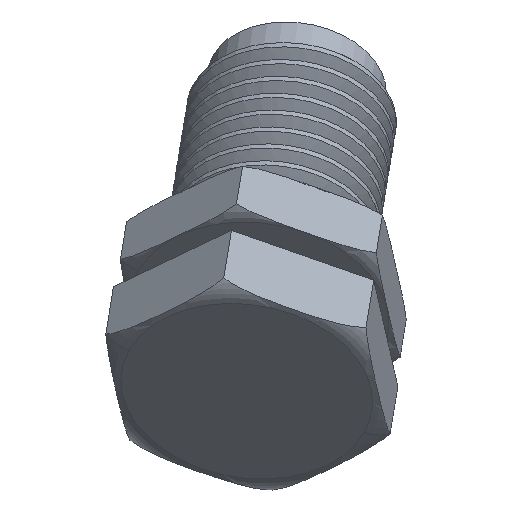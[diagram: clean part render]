
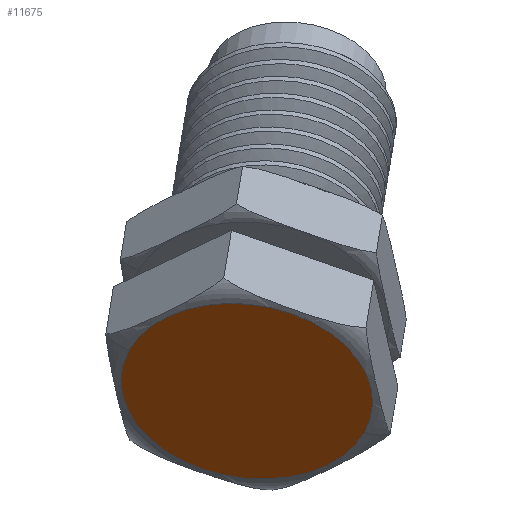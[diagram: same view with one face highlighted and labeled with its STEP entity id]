
A CAD part, front view. The second image highlights one B-rep face of the part: STEP entity #11675.
In plain terms, the highlighted planar face has unit normal (-0.117, -0.683, -0.721).
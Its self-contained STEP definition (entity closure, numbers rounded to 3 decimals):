
#4676 = TOROIDAL_SURFACE('',#4677,3.82,1.193);
#4677 = AXIS2_PLACEMENT_3D('',#4678,#4679,#4680);
#4678 = CARTESIAN_POINT('',(0.907,-0.749,
    -4.654));
#4679 = DIRECTION('',(-0.117,-0.683,-0.721));
#4680 = DIRECTION('',(0.928,0.183,-0.324));
#4756 = VERTEX_POINT('',#4757);
#4757 = CARTESIAN_POINT('',(-2.779,-2.263,
    -4.275));
#4772 = TOROIDAL_SURFACE('',#4773,3.82,1.193);
#4773 = AXIS2_PLACEMENT_3D('',#4774,#4775,#4776);
#4774 = CARTESIAN_POINT('',(0.907,-0.749,
    -4.654));
#4775 = DIRECTION('',(-0.117,-0.683,-0.721));
#4776 = DIRECTION('',(0.928,0.183,-0.324));
#4784 = EDGE_CURVE('',#4785,#4756,#4787,.T.);
#4785 = VERTEX_POINT('',#4786);
#4786 = CARTESIAN_POINT('',(4.312,-0.865,
    -6.754));
#4787 = SURFACE_CURVE('',#4788,(#4793,#4800),.PCURVE_S1.);
#4788 = CIRCLE('',#4789,3.82);
#4789 = AXIS2_PLACEMENT_3D('',#4790,#4791,#4792);
#4790 = CARTESIAN_POINT('',(0.767,-1.564,
    -5.515));
#4791 = DIRECTION('',(-0.117,-0.683,-0.721));
#4792 = DIRECTION('',(0.928,0.183,-0.324));
#4793 = PCURVE('',#4676,#4794);
#4794 = DEFINITIONAL_REPRESENTATION('',(#4795),#4799);
#4795 = LINE('',#4796,#4797);
#4796 = CARTESIAN_POINT('',(0.,1.571));
#4797 = VECTOR('',#4798,1.);
#4798 = DIRECTION('',(1.,0.));
#4799 = ( GEOMETRIC_REPRESENTATION_CONTEXT(2) 
PARAMETRIC_REPRESENTATION_CONTEXT() REPRESENTATION_CONTEXT('2D SPACE',''
  ) );
#4800 = PCURVE('',#4801,#4806);
#4801 = PLANE('',#4802);
#4802 = AXIS2_PLACEMENT_3D('',#4803,#4804,#4805);
#4803 = CARTESIAN_POINT('',(0.767,-1.564,
    -5.515));
#4804 = DIRECTION('',(0.117,0.683,0.721));
#4805 = DIRECTION('',(-0.928,-0.183,0.324));
#4806 = DEFINITIONAL_REPRESENTATION('',(#4807),#4815);
#4807 = ( BOUNDED_CURVE() B_SPLINE_CURVE(2,(#4808,#4809,#4810,#4811,
#4812,#4813,#4814),.UNSPECIFIED.,.T.,.F.) B_SPLINE_CURVE_WITH_KNOTS((1,2
    ,2,2,2,1),(-2.094,0.,2.094,4.189,
6.283,8.378),.UNSPECIFIED.) CURVE() 
GEOMETRIC_REPRESENTATION_ITEM() RATIONAL_B_SPLINE_CURVE((1.,0.5,1.,0.5,
1.,0.5,1.)) REPRESENTATION_ITEM('') );
#4808 = CARTESIAN_POINT('',(-3.82,0.));
#4809 = CARTESIAN_POINT('',(-3.82,6.617));
#4810 = CARTESIAN_POINT('',(1.91,3.308));
#4811 = CARTESIAN_POINT('',(7.64,0.));
#4812 = CARTESIAN_POINT('',(1.91,-3.308));
#4813 = CARTESIAN_POINT('',(-3.82,-6.617));
#4814 = CARTESIAN_POINT('',(-3.82,0.));
#4815 = ( GEOMETRIC_REPRESENTATION_CONTEXT(2) 
PARAMETRIC_REPRESENTATION_CONTEXT() REPRESENTATION_CONTEXT('2D SPACE',''
  ) );
#11650 = EDGE_CURVE('',#4756,#4785,#11651,.T.);
#11651 = SURFACE_CURVE('',#11652,(#11657,#11664),.PCURVE_S1.);
#11652 = CIRCLE('',#11653,3.82);
#11653 = AXIS2_PLACEMENT_3D('',#11654,#11655,#11656);
#11654 = CARTESIAN_POINT('',(0.767,-1.564,
    -5.515));
#11655 = DIRECTION('',(-0.117,-0.683,-0.721)
  );
#11656 = DIRECTION('',(0.928,0.183,-0.324));
#11657 = PCURVE('',#4772,#11658);
#11658 = DEFINITIONAL_REPRESENTATION('',(#11659),#11663);
#11659 = LINE('',#11660,#11661);
#11660 = CARTESIAN_POINT('',(0.,1.571));
#11661 = VECTOR('',#11662,1.);
#11662 = DIRECTION('',(1.,0.));
#11663 = ( GEOMETRIC_REPRESENTATION_CONTEXT(2) 
PARAMETRIC_REPRESENTATION_CONTEXT() REPRESENTATION_CONTEXT('2D SPACE',''
  ) );
#11664 = PCURVE('',#4801,#11665);
#11665 = DEFINITIONAL_REPRESENTATION('',(#11666),#11674);
#11666 = ( BOUNDED_CURVE() B_SPLINE_CURVE(2,(#11667,#11668,#11669,#11670
    ,#11671,#11672,#11673),.UNSPECIFIED.,.T.,.F.) 
B_SPLINE_CURVE_WITH_KNOTS((1,2,2,2,2,1),(-2.094,0.,
    2.094,4.189,6.283,8.378),
.UNSPECIFIED.) CURVE() GEOMETRIC_REPRESENTATION_ITEM() 
RATIONAL_B_SPLINE_CURVE((1.,0.5,1.,0.5,1.,0.5,1.)) REPRESENTATION_ITEM(
  '') );
#11667 = CARTESIAN_POINT('',(-3.82,0.));
#11668 = CARTESIAN_POINT('',(-3.82,6.617));
#11669 = CARTESIAN_POINT('',(1.91,3.308));
#11670 = CARTESIAN_POINT('',(7.64,0.));
#11671 = CARTESIAN_POINT('',(1.91,-3.308));
#11672 = CARTESIAN_POINT('',(-3.82,-6.617));
#11673 = CARTESIAN_POINT('',(-3.82,0.));
#11674 = ( GEOMETRIC_REPRESENTATION_CONTEXT(2) 
PARAMETRIC_REPRESENTATION_CONTEXT() REPRESENTATION_CONTEXT('2D SPACE',''
  ) );
#11675 = ADVANCED_FACE('',(#11676),#4801,.F.);
#11676 = FACE_BOUND('',#11677,.T.);
#11677 = EDGE_LOOP('',(#11678,#11679));
#11678 = ORIENTED_EDGE('',*,*,#4784,.T.);
#11679 = ORIENTED_EDGE('',*,*,#11650,.T.);
